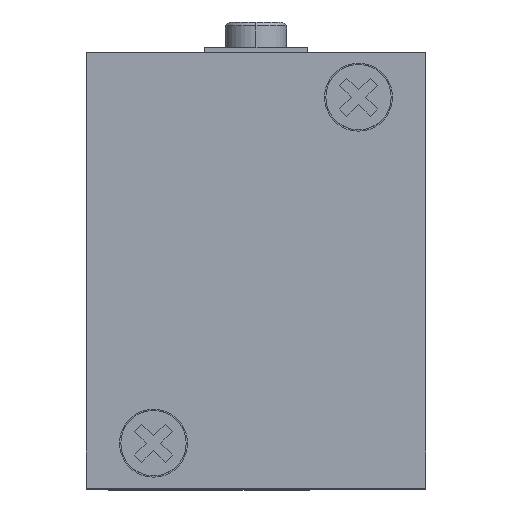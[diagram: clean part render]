
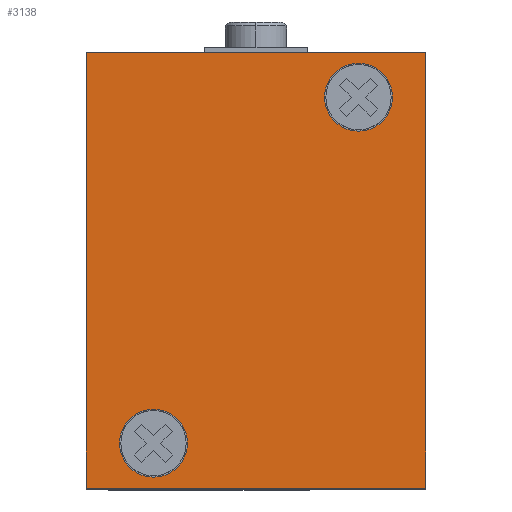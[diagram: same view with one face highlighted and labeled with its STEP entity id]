
A CAD part, top view. The second image highlights one B-rep face of the part: STEP entity #3138.
In plain terms, the highlighted planar face has unit normal (0, 0, 1).
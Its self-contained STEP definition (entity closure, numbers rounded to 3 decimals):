
#1043 = VERTEX_POINT ( 'NONE', #5562 ) ;
#1044 = VERTEX_POINT ( 'NONE', #5563 ) ;
#1051 = VERTEX_POINT ( 'NONE', #5570 ) ;
#1052 = VERTEX_POINT ( 'NONE', #5571 ) ;
#1085 = VERTEX_POINT ( 'NONE', #5604 ) ;
#1086 = VERTEX_POINT ( 'NONE', #5605 ) ;
#1087 = VERTEX_POINT ( 'NONE', #5606 ) ;
#1088 = VERTEX_POINT ( 'NONE', #5607 ) ;
#1528 = EDGE_LOOP ( 'NONE', ( #3001, #3002 ) ) ;
#1529 = EDGE_LOOP ( 'NONE', ( #3003, #3004 ) ) ;
#1530 = EDGE_LOOP ( 'NONE', ( #3005, #3006, #3007, #3008 ) ) ;
#2300 = EDGE_CURVE ( 'NONE', #1043, #1044, #8036, .T. ) ;
#2308 = EDGE_CURVE ( 'NONE', #1051, #1052, #8048, .T. ) ;
#2353 = EDGE_CURVE ( 'NONE', #1052, #1051, #8132, .T. ) ;
#2358 = EDGE_CURVE ( 'NONE', #1085, #1086, #8140, .T. ) ;
#2361 = EDGE_CURVE ( 'NONE', #1087, #1085, #8146, .T. ) ;
#2363 = EDGE_CURVE ( 'NONE', #1087, #1088, #8150, .T. ) ;
#2365 = EDGE_CURVE ( 'NONE', #1088, #1086, #8154, .T. ) ;
#2366 = EDGE_CURVE ( 'NONE', #1044, #1043, #8156, .T. ) ;
#3001 = ORIENTED_EDGE ( 'NONE', *, *, #2366, .F. ) ;
#3002 = ORIENTED_EDGE ( 'NONE', *, *, #2300, .F. ) ;
#3003 = ORIENTED_EDGE ( 'NONE', *, *, #2353, .F. ) ;
#3004 = ORIENTED_EDGE ( 'NONE', *, *, #2308, .F. ) ;
#3005 = ORIENTED_EDGE ( 'NONE', *, *, #2365, .F. ) ;
#3006 = ORIENTED_EDGE ( 'NONE', *, *, #2363, .F. ) ;
#3007 = ORIENTED_EDGE ( 'NONE', *, *, #2361, .T. ) ;
#3008 = ORIENTED_EDGE ( 'NONE', *, *, #2358, .T. ) ;
#3138 = ADVANCED_FACE ( 'NONE', ( #8283, #8284, #8285 ), #8541, .T. ) ;
#5562 = CARTESIAN_POINT ( 'NONE',  ( 5.35, 30.5, 0. ) ) ;
#5563 = CARTESIAN_POINT ( 'NONE',  ( 10.65, 30.5, 0. ) ) ;
#5570 = CARTESIAN_POINT ( 'NONE',  ( -10.65, 3.5, 0. ) ) ;
#5571 = CARTESIAN_POINT ( 'NONE',  ( -5.35, 3.5, 0. ) ) ;
#5604 = CARTESIAN_POINT ( 'NONE',  ( -13.25, 0., 0. ) ) ;
#5605 = CARTESIAN_POINT ( 'NONE',  ( 13.25, 0., 0. ) ) ;
#5606 = CARTESIAN_POINT ( 'NONE',  ( -13.25, 34., 0. ) ) ;
#5607 = CARTESIAN_POINT ( 'NONE',  ( 13.25, 34., 0. ) ) ;
#7005 = AXIS2_PLACEMENT_3D ( 'NONE', #7588, #7589, #7590 ) ;
#7009 = AXIS2_PLACEMENT_3D ( 'NONE', #7608, #7609, #7610 ) ;
#7015 = AXIS2_PLACEMENT_3D ( 'NONE', #7704, #7705, #7706 ) ;
#7016 = AXIS2_PLACEMENT_3D ( 'NONE', #7731, #7732, #7733 ) ;
#7056 = AXIS2_PLACEMENT_3D ( 'NONE', #8542, #8543, #8544 ) ;
#7588 = CARTESIAN_POINT ( 'NONE',  ( 8., 30.5, 0. ) ) ;
#7589 = DIRECTION ( 'NONE',  ( 0., 0., 1. ) ) ;
#7590 = DIRECTION ( 'NONE',  ( 1., 0., 0. ) ) ;
#7608 = CARTESIAN_POINT ( 'NONE',  ( -8., 3.5, 0. ) ) ;
#7609 = DIRECTION ( 'NONE',  ( 0., 0., 1. ) ) ;
#7610 = DIRECTION ( 'NONE',  ( 1., 0., 0. ) ) ;
#7704 = CARTESIAN_POINT ( 'NONE',  ( -8., 3.5, 0. ) ) ;
#7705 = DIRECTION ( 'NONE',  ( 0., 0., 1. ) ) ;
#7706 = DIRECTION ( 'NONE',  ( 1., 0., 0. ) ) ;
#7715 = CARTESIAN_POINT ( 'NONE',  ( 0., 0., 0. ) ) ;
#7716 = DIRECTION ( 'NONE',  ( 1., 0., 0. ) ) ;
#7721 = CARTESIAN_POINT ( 'NONE',  ( -13.25, -16.671, 0. ) ) ;
#7722 = DIRECTION ( 'NONE',  ( 0., -1., 0. ) ) ;
#7725 = CARTESIAN_POINT ( 'NONE',  ( 0., 34., 0. ) ) ;
#7726 = DIRECTION ( 'NONE',  ( 1., 0., 0. ) ) ;
#7729 = CARTESIAN_POINT ( 'NONE',  ( 13.25, -16.671, 0. ) ) ;
#7730 = DIRECTION ( 'NONE',  ( 0., -1., 0. ) ) ;
#7731 = CARTESIAN_POINT ( 'NONE',  ( 8., 30.5, 0. ) ) ;
#7732 = DIRECTION ( 'NONE',  ( 0., 0., 1. ) ) ;
#7733 = DIRECTION ( 'NONE',  ( 1., 0., 0. ) ) ;
#8036 = CIRCLE ( 'NONE', #7005, 2.65 ) ;
#8048 = CIRCLE ( 'NONE', #7009, 2.65 ) ;
#8132 = CIRCLE ( 'NONE', #7015, 2.65 ) ;
#8140 = LINE ( 'NONE', #7715, #8141 ) ;
#8141 = VECTOR ( 'NONE', #7716, 1000. ) ;
#8146 = LINE ( 'NONE', #7721, #8147 ) ;
#8147 = VECTOR ( 'NONE', #7722, 1000. ) ;
#8150 = LINE ( 'NONE', #7725, #8151 ) ;
#8151 = VECTOR ( 'NONE', #7726, 1000. ) ;
#8154 = LINE ( 'NONE', #7729, #8155 ) ;
#8155 = VECTOR ( 'NONE', #7730, 1000. ) ;
#8156 = CIRCLE ( 'NONE', #7016, 2.65 ) ;
#8283 = FACE_BOUND ( 'NONE', #1528, .T. ) ;
#8284 = FACE_BOUND ( 'NONE', #1529, .T. ) ;
#8285 = FACE_OUTER_BOUND ( 'NONE', #1530, .T. ) ;
#8541 = PLANE ( 'NONE',  #7056 ) ;
#8542 = CARTESIAN_POINT ( 'NONE',  ( 0., -16.671, 0. ) ) ;
#8543 = DIRECTION ( 'NONE',  ( 0., 0., 1. ) ) ;
#8544 = DIRECTION ( 'NONE',  ( 1., 0., 0. ) ) ;
